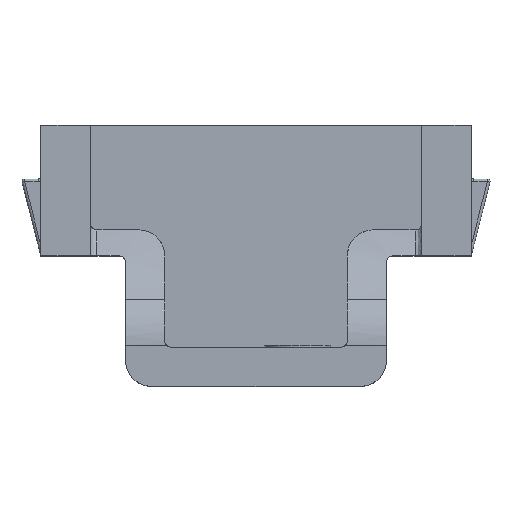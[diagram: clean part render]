
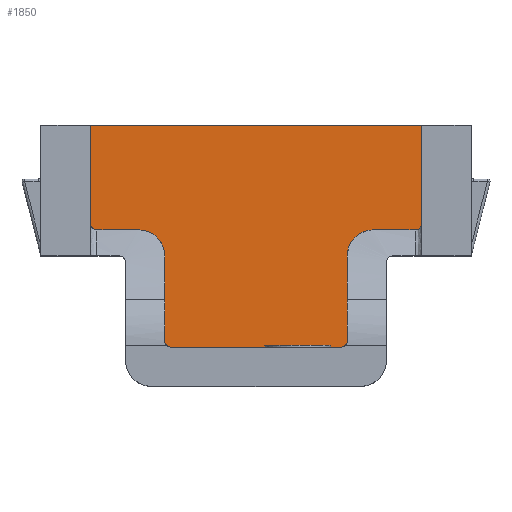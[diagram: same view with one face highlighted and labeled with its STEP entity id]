
A CAD part, top view. The second image highlights one B-rep face of the part: STEP entity #1850.
In plain terms, the highlighted planar face has unit normal (0, 0, 1).
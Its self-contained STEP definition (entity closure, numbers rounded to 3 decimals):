
#22 = AXIS2_PLACEMENT_3D ( 'NONE', #4715, #1063, #1486 ) ;
#111 = ORIENTED_EDGE ( 'NONE', *, *, #3546, .T. ) ;
#136 = CARTESIAN_POINT ( 'NONE',  ( 12.7, 0., 7.25 ) ) ;
#184 = AXIS2_PLACEMENT_3D ( 'NONE', #5093, #1444, #3050 ) ;
#215 = CARTESIAN_POINT ( 'NONE',  ( -9., -8., 7.25 ) ) ;
#263 = AXIS2_PLACEMENT_3D ( 'NONE', #2398, #3210, #4837 ) ;
#337 = VERTEX_POINT ( 'NONE', #1385 ) ;
#358 = CARTESIAN_POINT ( 'NONE',  ( 12.7, -7.5, 7.25 ) ) ;
#377 = EDGE_CURVE ( 'NONE', #886, #658, #1058, .T. ) ;
#439 = EDGE_CURVE ( 'NONE', #1145, #4392, #3857, .T. ) ;
#444 = CARTESIAN_POINT ( 'NONE',  ( 9., -8., 7.25 ) ) ;
#478 = VECTOR ( 'NONE', #3249, 1000. ) ;
#591 = VERTEX_POINT ( 'NONE', #3631 ) ;
#602 = VECTOR ( 'NONE', #2290, 1000. ) ;
#633 = ORIENTED_EDGE ( 'NONE', *, *, #711, .T. ) ;
#658 = VERTEX_POINT ( 'NONE', #4169 ) ;
#666 = VECTOR ( 'NONE', #3417, 1000. ) ;
#711 = EDGE_CURVE ( 'NONE', #658, #3454, #1972, .T. ) ;
#746 = CIRCLE ( 'NONE', #184, 0.5 ) ;
#818 = CARTESIAN_POINT ( 'NONE',  ( 0., 0., 7.25 ) ) ;
#861 = CARTESIAN_POINT ( 'NONE',  ( 12.2, -8., 7.25 ) ) ;
#886 = VERTEX_POINT ( 'NONE', #215 ) ;
#943 = DIRECTION ( 'NONE',  ( 1., 0., 0. ) ) ;
#1058 = CIRCLE ( 'NONE', #22, 2. ) ;
#1063 = DIRECTION ( 'NONE',  ( 0., 0., -1. ) ) ;
#1083 = EDGE_CURVE ( 'NONE', #4392, #337, #4492, .T. ) ;
#1124 = VECTOR ( 'NONE', #1232, 1000. ) ;
#1127 = VECTOR ( 'NONE', #2624, 1000. ) ;
#1145 = VERTEX_POINT ( 'NONE', #2096 ) ;
#1184 = EDGE_CURVE ( 'NONE', #591, #2847, #1248, .T. ) ;
#1225 = EDGE_LOOP ( 'NONE', ( #1954, #2055, #2495, #111, #4654, #3757, #1593, #2763, #3474, #633, #4537, #3799, #3635, #4874 ) ) ;
#1232 = DIRECTION ( 'NONE',  ( 1., 0., 0. ) ) ;
#1248 = LINE ( 'NONE', #818, #1124 ) ;
#1269 = VERTEX_POINT ( 'NONE', #2944 ) ;
#1296 = VECTOR ( 'NONE', #5056, 1000. ) ;
#1317 = EDGE_CURVE ( 'NONE', #3454, #1145, #746, .T. ) ;
#1339 = CARTESIAN_POINT ( 'NONE',  ( -7., -7.5, 7.25 ) ) ;
#1358 = VERTEX_POINT ( 'NONE', #2206 ) ;
#1385 = CARTESIAN_POINT ( 'NONE',  ( 7., -16.5, 7.25 ) ) ;
#1444 = DIRECTION ( 'NONE',  ( 0., 0., 1. ) ) ;
#1486 = DIRECTION ( 'NONE',  ( 1., 0., 0. ) ) ;
#1593 = ORIENTED_EDGE ( 'NONE', *, *, #3375, .T. ) ;
#1698 = EDGE_CURVE ( 'NONE', #5247, #2343, #3170, .T. ) ;
#1789 = AXIS2_PLACEMENT_3D ( 'NONE', #2629, #3031, #5074 ) ;
#1850 = ADVANCED_FACE ( 'NONE', ( #3102 ), #4227, .T. ) ;
#1954 = ORIENTED_EDGE ( 'NONE', *, *, #3880, .T. ) ;
#1972 = LINE ( 'NONE', #1339, #1127 ) ;
#1974 = VECTOR ( 'NONE', #2226, 1000. ) ;
#2023 = LINE ( 'NONE', #4947, #2469 ) ;
#2055 = ORIENTED_EDGE ( 'NONE', *, *, #3444, .T. ) ;
#2091 = DIRECTION ( 'NONE',  ( 1., 0., 0. ) ) ;
#2096 = CARTESIAN_POINT ( 'NONE',  ( -6.5, -17., 7.25 ) ) ;
#2143 = VERTEX_POINT ( 'NONE', #444 ) ;
#2206 = CARTESIAN_POINT ( 'NONE',  ( -12.2, -8., 7.25 ) ) ;
#2226 = DIRECTION ( 'NONE',  ( 1., 0., 0. ) ) ;
#2290 = DIRECTION ( 'NONE',  ( 0., -1., 0. ) ) ;
#2343 = VERTEX_POINT ( 'NONE', #358 ) ;
#2398 = CARTESIAN_POINT ( 'NONE',  ( 12.2, -7.5, 7.25 ) ) ;
#2469 = VECTOR ( 'NONE', #3262, 1000. ) ;
#2476 = CARTESIAN_POINT ( 'NONE',  ( 7., -10., 7.25 ) ) ;
#2495 = ORIENTED_EDGE ( 'NONE', *, *, #1698, .T. ) ;
#2524 = CARTESIAN_POINT ( 'NONE',  ( -12.2, -7.5, 7.25 ) ) ;
#2584 = LINE ( 'NONE', #3360, #666 ) ;
#2624 = DIRECTION ( 'NONE',  ( 0., -1., 0. ) ) ;
#2629 = CARTESIAN_POINT ( 'NONE',  ( 12.2, -7.5, 7.25 ) ) ;
#2763 = ORIENTED_EDGE ( 'NONE', *, *, #3028, .T. ) ;
#2771 = EDGE_CURVE ( 'NONE', #337, #3419, #4871, .T. ) ;
#2790 = CARTESIAN_POINT ( 'NONE',  ( 12.2, -8., 7.25 ) ) ;
#2847 = VERTEX_POINT ( 'NONE', #136 ) ;
#2944 = CARTESIAN_POINT ( 'NONE',  ( -12.7, -7.5, 7.25 ) ) ;
#2986 = CARTESIAN_POINT ( 'NONE',  ( 9., -10., 7.25 ) ) ;
#3028 = EDGE_CURVE ( 'NONE', #1358, #886, #5058, .T. ) ;
#3031 = DIRECTION ( 'NONE',  ( 0., 0., 1. ) ) ;
#3050 = DIRECTION ( 'NONE',  ( -1., 0., 0. ) ) ;
#3075 = CARTESIAN_POINT ( 'NONE',  ( 12.2, -17., 7.25 ) ) ;
#3102 = FACE_OUTER_BOUND ( 'NONE', #1225, .T. ) ;
#3170 = CIRCLE ( 'NONE', #263, 0.5 ) ;
#3171 = DIRECTION ( 'NONE',  ( 0., 0., 1. ) ) ;
#3210 = DIRECTION ( 'NONE',  ( 0., 0., 1. ) ) ;
#3249 = DIRECTION ( 'NONE',  ( 1., 0., 0. ) ) ;
#3262 = DIRECTION ( 'NONE',  ( 1., 0., 0. ) ) ;
#3267 = AXIS2_PLACEMENT_3D ( 'NONE', #2524, #3654, #2091 ) ;
#3328 = EDGE_CURVE ( 'NONE', #591, #1269, #3608, .T. ) ;
#3360 = CARTESIAN_POINT ( 'NONE',  ( 12.7, 56.082, 7.25 ) ) ;
#3375 = EDGE_CURVE ( 'NONE', #1269, #1358, #4936, .T. ) ;
#3417 = DIRECTION ( 'NONE',  ( 0., 1., 0. ) ) ;
#3419 = VERTEX_POINT ( 'NONE', #2476 ) ;
#3444 = EDGE_CURVE ( 'NONE', #2143, #5247, #2023, .T. ) ;
#3454 = VERTEX_POINT ( 'NONE', #5027 ) ;
#3463 = CARTESIAN_POINT ( 'NONE',  ( 7., -7.5, 7.25 ) ) ;
#3474 = ORIENTED_EDGE ( 'NONE', *, *, #377, .T. ) ;
#3515 = CARTESIAN_POINT ( 'NONE',  ( -12.7, -7.5, 7.25 ) ) ;
#3546 = EDGE_CURVE ( 'NONE', #2343, #2847, #2584, .T. ) ;
#3608 = LINE ( 'NONE', #3515, #602 ) ;
#3631 = CARTESIAN_POINT ( 'NONE',  ( -12.7, 0., 7.25 ) ) ;
#3635 = ORIENTED_EDGE ( 'NONE', *, *, #1083, .T. ) ;
#3654 = DIRECTION ( 'NONE',  ( 0., 0., 1. ) ) ;
#3757 = ORIENTED_EDGE ( 'NONE', *, *, #3328, .T. ) ;
#3799 = ORIENTED_EDGE ( 'NONE', *, *, #439, .T. ) ;
#3835 = CIRCLE ( 'NONE', #4514, 2. ) ;
#3857 = LINE ( 'NONE', #3075, #1974 ) ;
#3880 = EDGE_CURVE ( 'NONE', #3419, #2143, #3835, .T. ) ;
#3917 = CARTESIAN_POINT ( 'NONE',  ( 6.5, -17., 7.25 ) ) ;
#4169 = CARTESIAN_POINT ( 'NONE',  ( -7., -10., 7.25 ) ) ;
#4227 = PLANE ( 'NONE',  #1789 ) ;
#4254 = AXIS2_PLACEMENT_3D ( 'NONE', #4813, #3171, #4789 ) ;
#4392 = VERTEX_POINT ( 'NONE', #3917 ) ;
#4492 = CIRCLE ( 'NONE', #4254, 0.5 ) ;
#4514 = AXIS2_PLACEMENT_3D ( 'NONE', #2986, #5022, #943 ) ;
#4537 = ORIENTED_EDGE ( 'NONE', *, *, #1317, .T. ) ;
#4654 = ORIENTED_EDGE ( 'NONE', *, *, #1184, .F. ) ;
#4715 = CARTESIAN_POINT ( 'NONE',  ( -9., -10., 7.25 ) ) ;
#4789 = DIRECTION ( 'NONE',  ( -1., 0., 0. ) ) ;
#4813 = CARTESIAN_POINT ( 'NONE',  ( 6.5, -16.5, 7.25 ) ) ;
#4837 = DIRECTION ( 'NONE',  ( 1., 0., 0. ) ) ;
#4871 = LINE ( 'NONE', #3463, #1296 ) ;
#4874 = ORIENTED_EDGE ( 'NONE', *, *, #2771, .T. ) ;
#4936 = CIRCLE ( 'NONE', #3267, 0.5 ) ;
#4947 = CARTESIAN_POINT ( 'NONE',  ( 12.2, -8., 7.25 ) ) ;
#5022 = DIRECTION ( 'NONE',  ( 0., 0., -1. ) ) ;
#5027 = CARTESIAN_POINT ( 'NONE',  ( -7., -16.5, 7.25 ) ) ;
#5056 = DIRECTION ( 'NONE',  ( 0., 1., 0. ) ) ;
#5058 = LINE ( 'NONE', #861, #478 ) ;
#5074 = DIRECTION ( 'NONE',  ( 1., 0., 0. ) ) ;
#5093 = CARTESIAN_POINT ( 'NONE',  ( -6.5, -16.5, 7.25 ) ) ;
#5247 = VERTEX_POINT ( 'NONE', #2790 ) ;
